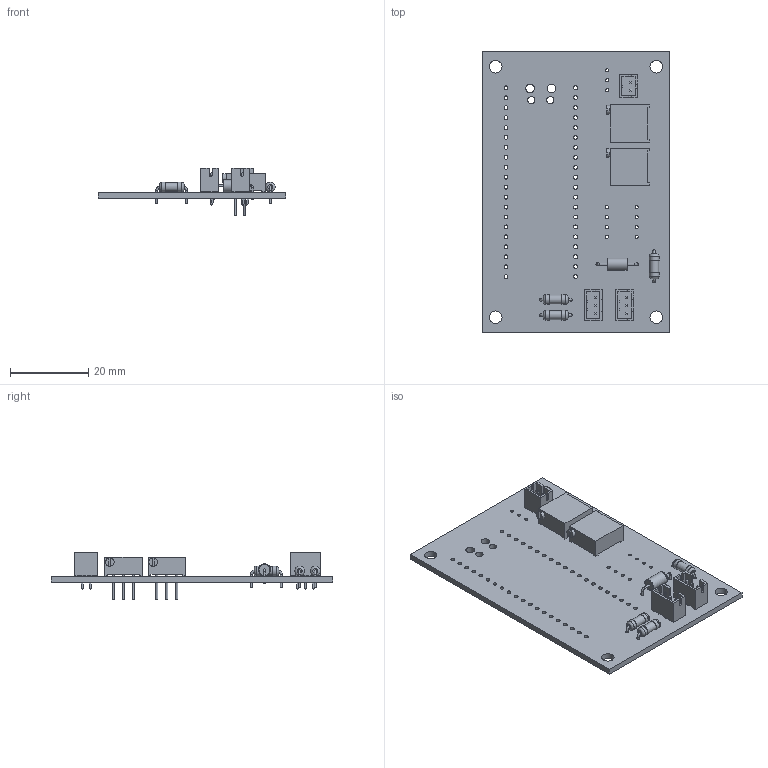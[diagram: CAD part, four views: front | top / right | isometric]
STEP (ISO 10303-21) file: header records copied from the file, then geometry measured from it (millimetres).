
FILE_DESCRIPTION(('KiCad electronic assembly'),'2;1');
FILE_NAME('tachometer.step','2026-01-13T20:29:00',('Pcbnew'),('Kicad'), 'Open CASCADE STEP processor 7.9','KiCad to STEP converter','Unknown' );
FILE_SCHEMA(('AUTOMOTIVE_DESIGN { 1 0 10303 214 1 1 1 1 }'));
Length unit declared in the file: millimetre
Products named in the file (7): tachometer 1; JST_PH_B3B-PH-K_1x03_P2.00mm_Vertical; JST_PH_B2B-PH-K_1x02_P2.00mm_Vertical; R_Axial_DIN0207_L6.3mm_D2.5mm_P7.62mm_Horizontal; Potentiometer_Bourns_3296P_Horizontal; C_Axial_L5.1mm_D3.1mm_P10.00mm_Horizontal; tachometer_PCB
Assembly tree (10 placements, depth 2):
  tachometer 1
    JST_PH_B3B-PH-K_1x03_P2.00mm_Vertical  x2
    JST_PH_B2B-PH-K_1x02_P2.00mm_Vertical
    R_Axial_DIN0207_L6.3mm_D2.5mm_P7.62mm_Horizontal  x3
    Potentiometer_Bourns_3296P_Horizontal  x2
    C_Axial_L5.1mm_D3.1mm_P10.00mm_Horizontal
    tachometer_PCB
Bounding box: 48 x 72 x 12.02 mm (x, y, z)
Volume: 6343.5 mm3; surface area: 9548.2 mm2
Topology: 10 solids, 10 shells, 548 faces, 1418 edges, 927 vertices
Faces by surface type: plane 417, cylinder 117, torus 12, revolution 2
Full cylindrical faces by diameter (mm): 0.5 x4, 0.51 x6, 0.6 x6, 0.75 x8, 0.8 x25, 1 x40, 1.85 x2, 2.19 x2, 2.2 x2, 2.25 x3, 2.5 x6, 2.79 x2, 3.1 x1, 3.2 x4
Entity records: 13994 total; most frequent: CARTESIAN_POINT 2307, DIRECTION 1932, ORIENTED_EDGE 1930, EDGE_CURVE 965, LINE 746, VECTOR 746, VERTEX_POINT 633, AXIS2_PLACEMENT_3D 592
